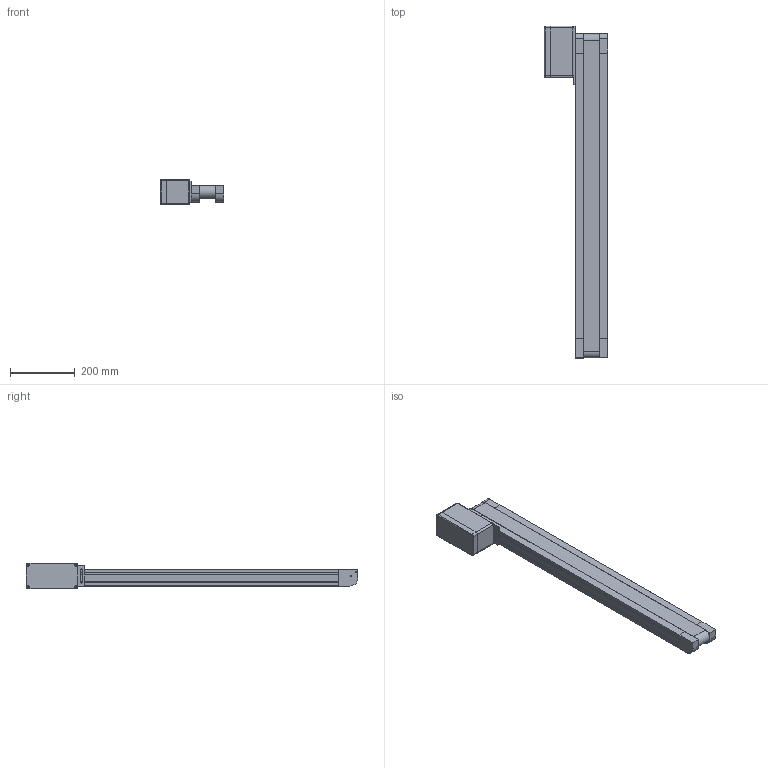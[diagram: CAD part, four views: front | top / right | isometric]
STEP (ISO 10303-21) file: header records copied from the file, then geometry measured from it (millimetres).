
FILE_DESCRIPTION( ( 'Unknown' ), '1' );
FILE_NAME( 'TBK24-0,8-links-1000-50-Bibl.stp', 'Unknown', ( 'Unknown' ), ( 'Unknown' ), 'PSStep 15.0.49', 'Unknown', ' ' );
FILE_SCHEMA( ( 'AUTOMOTIVE_DESIGN { 1 0 10303 214 1 1 1 1 }' ) );
Length unit declared in the file: millimetre
Products named in the file (12): Bibl-ATS-GM-24DC; Bibl-Motorpl-24DC; Bibl-Gehäuse; Bibl-Gehäusedeckel; Assem1; TBXX-Spannkopf-Bibl; TBXX-Spannkopf-Bibl-oa0; TBXX-1000-Längsprofil-Bibl; TBXX-1000-Längsprofil-Bibl-oa1; TBXX-Umlenkkopf-L-Bibl; TBXX-Umlenkkopf-R-Bibl; TBXX-1000-50-Gurt-Bibl
Assembly tree (11 placements, depth 3):
  Assem1
    TBXX-Spannkopf-Bibl
    TBXX-Spannkopf-Bibl-oa0
    TBXX-1000-Längsprofil-Bibl
    TBXX-1000-Längsprofil-Bibl-oa1
    TBXX-Umlenkkopf-L-Bibl
    TBXX-Umlenkkopf-R-Bibl
    TBXX-1000-50-Gurt-Bibl
    Bibl-ATS-GM-24DC
      Bibl-Motorpl-24DC
      Bibl-Gehäuse
      Bibl-Gehäusedeckel
Bounding box: 195 x 1023.75 x 80 mm (x, y, z)
Volume: 5370746.9 mm3; surface area: 726396.4 mm2
Topology: 10 solids, 10 shells, 251 faces, 672 edges, 447 vertices
Faces by surface type: plane 132, cylinder 111, torus 8
Full cylindrical faces by diameter (mm): 2.5 x4, 3.3 x4, 4.2 x4, 5 x4, 7.5 x4, 15 x1, 20 x2
Entity records: 9710 total; most frequent: DIRECTION 1394, CARTESIAN_POINT 1334, ORIENTED_EDGE 1272, EDGE_CURVE 636, AXIS2_PLACEMENT_3D 494, VERTEX_POINT 434, LINE 406, VECTOR 406
